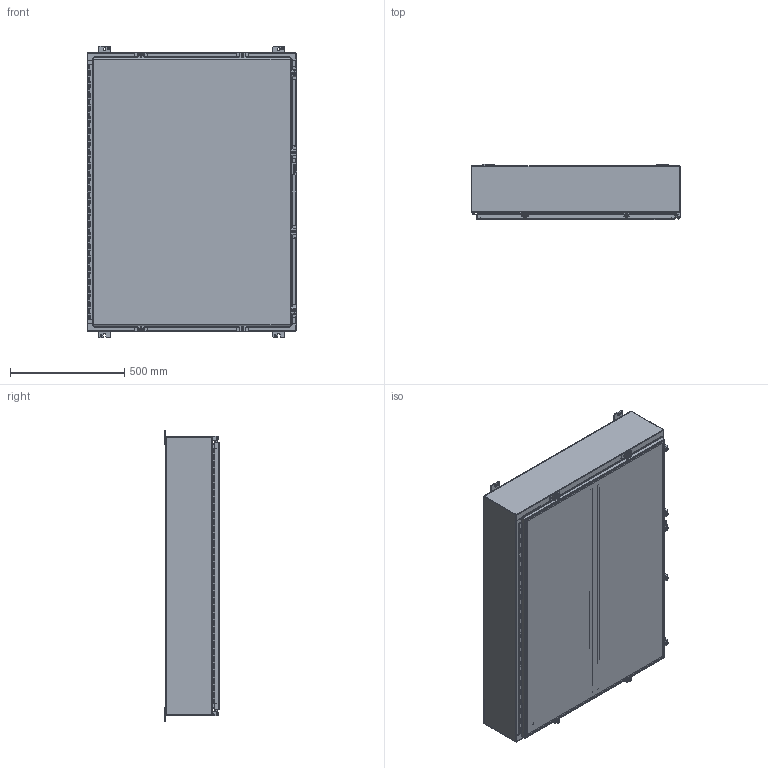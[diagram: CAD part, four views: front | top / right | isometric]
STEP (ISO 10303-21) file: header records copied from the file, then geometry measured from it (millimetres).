
FILE_DESCRIPTION (( 'STEP AP203' ), '1' );
FILE_NAME ('1418N4ALS8_Default.step', '2019-10-31T20:51:08', ( 'ADC123' ), ( 'Microsoft' ), 'SwSTEP 2.0', 'SolidWorks 2019', '' );
FILE_SCHEMA (( 'CONFIG_CONTROL_DESIGN' ));
Products named in the file (1): 1418N4ALS8_Default
Bounding box: 916.79 x 239.71 x 1276.35 mm (x, y, z)
Volume: 10920703.5 mm3; surface area: 9805281.4 mm2
Topology: 68 solids, 69 shells, 2526 faces, 6782 edges, 4468 vertices
Faces by surface type: plane 1499, cylinder 933, cone 52, bspline 42
Entity records: 81323 total; most frequent: CARTESIAN_POINT 16363, DIRECTION 13570, ORIENTED_EDGE 13556, EDGE_CURVE 6778, VECTOR 4740, LINE 4740, VERTEX_POINT 4468, AXIS2_PLACEMENT_3D 4415
